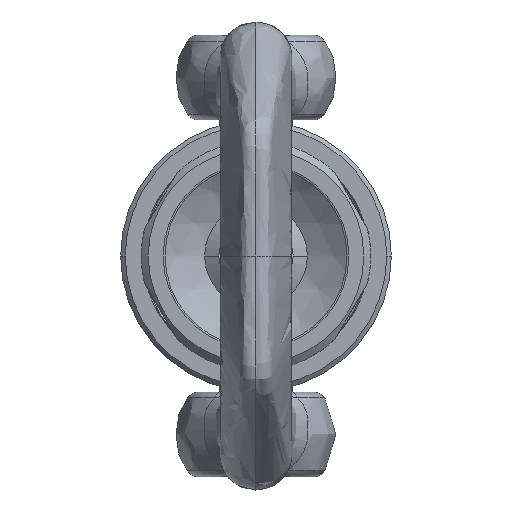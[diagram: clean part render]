
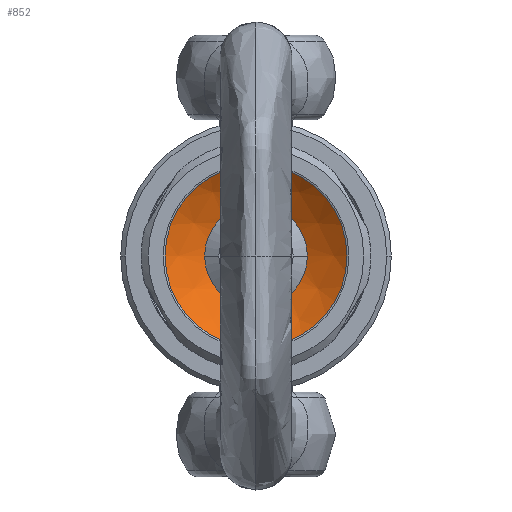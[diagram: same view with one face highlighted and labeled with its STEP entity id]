
A CAD part, left-side view. The second image highlights one B-rep face of the part: STEP entity #852.
In plain terms, the highlighted spherical face has radius 30 mm.
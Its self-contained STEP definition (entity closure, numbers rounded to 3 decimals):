
#852=ADVANCED_FACE('',(#1827,#1828),#1829,.F.);
#1827=FACE_BOUND('',#13537,.T.);
#1828=FACE_OUTER_BOUND('',#13538,.T.);
#1829=SPHERICAL_SURFACE('',#13539,30.0);
#13537=EDGE_LOOP('',(#15994,#15995));
#13538=EDGE_LOOP('',(#15996,#15997));
#13539=AXIS2_PLACEMENT_3D('',#15998,#15999,#16000);
#15994=ORIENTED_EDGE('',*,*,#17884,.T.);
#15995=ORIENTED_EDGE('',*,*,#17889,.T.);
#15996=ORIENTED_EDGE('',*,*,#17857,.T.);
#15997=ORIENTED_EDGE('',*,*,#18006,.T.);
#15998=CARTESIAN_POINT('',(-22.361,0.0,0.0));
#15999=DIRECTION('',(0.0,0.0,-1.0));
#16000=DIRECTION('',(0.0,1.0,0.0));
#17857=EDGE_CURVE('',#19568,#19572,#19574,.T.);
#17884=EDGE_CURVE('',#19621,#19619,#19622,.T.);
#17889=EDGE_CURVE('',#19619,#19621,#19628,.T.);
#18006=EDGE_CURVE('',#19572,#19568,#19787,.T.);
#19568=VERTEX_POINT('',#29557);
#19572=VERTEX_POINT('',#29561);
#19574=CIRCLE('',#29563,19.831);
#19619=VERTEX_POINT('',#29616);
#19621=VERTEX_POINT('',#29619);
#19622=CIRCLE('',#29620,11.2);
#19628=CIRCLE('',#29627,11.2);
#19787=CIRCLE('',#29979,19.831);
#29557=CARTESIAN_POINT('',(0.15,0.0,19.831));
#29561=CARTESIAN_POINT('',(0.15,0.,-19.831));
#29563=AXIS2_PLACEMENT_3D('',#31712,#31713,#31714);
#29616=CARTESIAN_POINT('',(5.47,0.,11.2));
#29619=CARTESIAN_POINT('',(5.47,0.,-11.2));
#29620=AXIS2_PLACEMENT_3D('',#31760,#31761,#31762);
#29627=AXIS2_PLACEMENT_3D('',#31770,#31771,#31772);
#29979=AXIS2_PLACEMENT_3D('',#31877,#31878,#31879);
#31712=CARTESIAN_POINT('',(0.15,0.0,0.0));
#31713=DIRECTION('',(-1.0,0.0,0.0));
#31714=DIRECTION('',(0.0,0.0,1.0));
#31760=CARTESIAN_POINT('',(5.47,0.0,0.0));
#31761=DIRECTION('',(1.0,0.0,-0.0));
#31762=DIRECTION('',(0.0,0.0,1.0));
#31770=CARTESIAN_POINT('',(5.47,0.0,0.0));
#31771=DIRECTION('',(1.0,0.0,-0.0));
#31772=DIRECTION('',(0.0,0.0,1.0));
#31877=CARTESIAN_POINT('',(0.15,0.0,0.0));
#31878=DIRECTION('',(-1.0,0.0,0.0));
#31879=DIRECTION('',(0.0,0.0,1.0));
